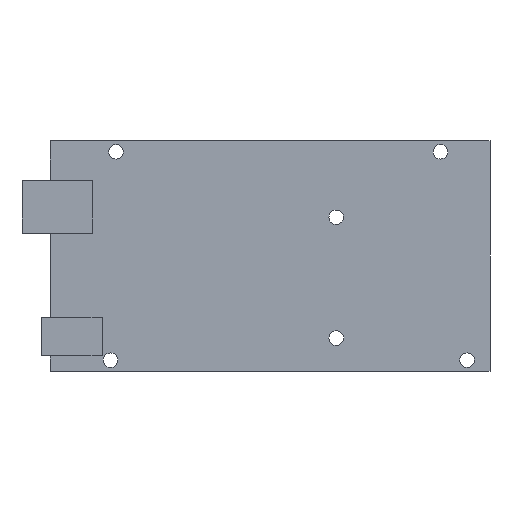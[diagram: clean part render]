
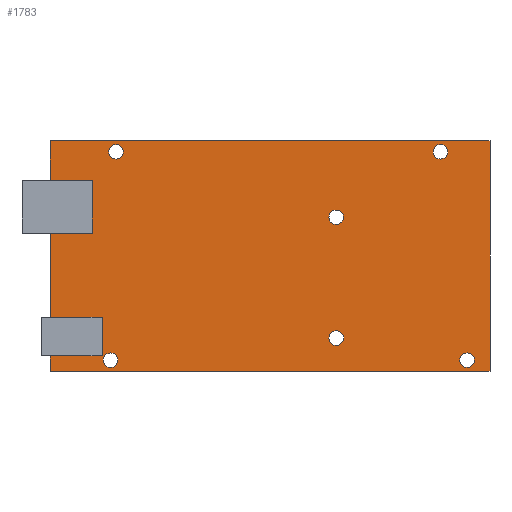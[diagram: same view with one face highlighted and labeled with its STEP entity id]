
A CAD part, front view. The second image highlights one B-rep face of the part: STEP entity #1783.
In plain terms, the highlighted face is planar.
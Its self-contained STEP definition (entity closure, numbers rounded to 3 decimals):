
#1260=DIRECTION('',(1.,0.,0.));
#1261=VECTOR('',#1260,12.05);
#1262=CARTESIAN_POINT('',(0.,3.,-3.58));
#1263=LINE('',#1262,#1261);
#1264=DIRECTION('',(0.,0.,-1.));
#1265=VECTOR('',#1264,8.92);
#1266=CARTESIAN_POINT('',(12.05,3.,-3.58));
#1267=LINE('',#1266,#1265);
#1268=DIRECTION('',(1.,0.,0.));
#1269=VECTOR('',#1268,12.05);
#1270=CARTESIAN_POINT('',(0.,3.,-12.5));
#1271=LINE('',#1270,#1269);
#1272=DIRECTION('',(0.,0.,1.));
#1273=VECTOR('',#1272,19.47);
#1274=CARTESIAN_POINT('',(0.,3.,-31.97));
#1275=LINE('',#1274,#1273);
#1276=DIRECTION('',(1.,0.,0.));
#1277=VECTOR('',#1276,9.74);
#1278=CARTESIAN_POINT('',(0.,3.,-31.97));
#1279=LINE('',#1278,#1277);
#1280=DIRECTION('',(0.,0.,-1.));
#1281=VECTOR('',#1280,12.22);
#1282=CARTESIAN_POINT('',(9.74,3.,-31.97));
#1283=LINE('',#1282,#1281);
#1284=DIRECTION('',(1.,0.,0.));
#1285=VECTOR('',#1284,9.74);
#1286=CARTESIAN_POINT('',(0.,3.,-44.19));
#1287=LINE('',#1286,#1285);
#1288=DIRECTION('',(0.,0.,1.));
#1289=VECTOR('',#1288,9.21);
#1290=CARTESIAN_POINT('',(0.,3.,-53.4));
#1291=LINE('',#1290,#1289);
#1292=DIRECTION('',(-1.,0.,0.));
#1293=VECTOR('',#1292,101.8);
#1294=CARTESIAN_POINT('',(101.8,3.,-53.4));
#1295=LINE('',#1294,#1293);
#1296=DIRECTION('',(0.,0.,-1.));
#1297=VECTOR('',#1296,53.4);
#1298=CARTESIAN_POINT('',(101.8,3.,0.));
#1299=LINE('',#1298,#1297);
#1300=DIRECTION('',(1.,0.,0.));
#1301=VECTOR('',#1300,101.8);
#1302=CARTESIAN_POINT('',(0.,3.,0.));
#1303=LINE('',#1302,#1301);
#1304=DIRECTION('',(0.,0.,1.));
#1305=VECTOR('',#1304,3.58);
#1306=CARTESIAN_POINT('',(0.,3.,-3.58));
#1307=LINE('',#1306,#1305);
#1308=CARTESIAN_POINT('',(15.29,3.,-50.81));
#1309=DIRECTION('',(0.,1.,0.));
#1310=DIRECTION('',(1.,0.,0.));
#1311=AXIS2_PLACEMENT_3D('',#1308,#1309,#1310);
#1313=CARTESIAN_POINT('',(15.29,3.,-50.81));
#1314=DIRECTION('',(0.,1.,0.));
#1315=DIRECTION('',(-1.,0.,0.));
#1316=AXIS2_PLACEMENT_3D('',#1313,#1314,#1315);
#1318=CARTESIAN_POINT('',(90.33,3.,-50.81));
#1319=DIRECTION('',(0.,1.,0.));
#1320=DIRECTION('',(1.,0.,0.));
#1321=AXIS2_PLACEMENT_3D('',#1318,#1319,#1320);
#1323=CARTESIAN_POINT('',(90.33,3.,-50.81));
#1324=DIRECTION('',(0.,1.,0.));
#1325=DIRECTION('',(-1.,0.,0.));
#1326=AXIS2_PLACEMENT_3D('',#1323,#1324,#1325);
#1328=CARTESIAN_POINT('',(66.23,3.,-35.65));
#1329=DIRECTION('',(0.,1.,0.));
#1330=DIRECTION('',(1.,0.,0.));
#1331=AXIS2_PLACEMENT_3D('',#1328,#1329,#1330);
#1333=CARTESIAN_POINT('',(66.23,3.,-35.65));
#1334=DIRECTION('',(0.,1.,0.));
#1335=DIRECTION('',(-1.,0.,0.));
#1336=AXIS2_PLACEMENT_3D('',#1333,#1334,#1335);
#1338=CARTESIAN_POINT('',(66.23,3.,-7.69));
#1339=DIRECTION('',(0.,1.,0.));
#1340=DIRECTION('',(1.,0.,0.));
#1341=AXIS2_PLACEMENT_3D('',#1338,#1339,#1340);
#1343=CARTESIAN_POINT('',(66.23,3.,-7.69));
#1344=DIRECTION('',(0.,1.,0.));
#1345=DIRECTION('',(-1.,0.,0.));
#1346=AXIS2_PLACEMENT_3D('',#1343,#1344,#1345);
#1348=CARTESIAN_POINT('',(13.99,3.,-2.59));
#1349=DIRECTION('',(0.,1.,0.));
#1350=DIRECTION('',(1.,0.,0.));
#1351=AXIS2_PLACEMENT_3D('',#1348,#1349,#1350);
#1353=CARTESIAN_POINT('',(13.99,3.,-2.59));
#1354=DIRECTION('',(0.,1.,0.));
#1355=DIRECTION('',(-1.,0.,0.));
#1356=AXIS2_PLACEMENT_3D('',#1353,#1354,#1355);
#1358=CARTESIAN_POINT('',(96.51,3.,-2.59));
#1359=DIRECTION('',(0.,1.,0.));
#1360=DIRECTION('',(1.,0.,0.));
#1361=AXIS2_PLACEMENT_3D('',#1358,#1359,#1360);
#1363=CARTESIAN_POINT('',(96.51,3.,-2.59));
#1364=DIRECTION('',(0.,1.,0.));
#1365=DIRECTION('',(-1.,0.,0.));
#1366=AXIS2_PLACEMENT_3D('',#1363,#1364,#1365);
#1504=CARTESIAN_POINT('',(0.,3.,0.));
#1505=CARTESIAN_POINT('',(101.8,3.,0.));
#1506=VERTEX_POINT('',#1504);
#1507=VERTEX_POINT('',#1505);
#1508=CARTESIAN_POINT('',(101.8,3.,-53.4));
#1509=VERTEX_POINT('',#1508);
#1510=CARTESIAN_POINT('',(0.,3.,-53.4));
#1511=VERTEX_POINT('',#1510);
#1524=CARTESIAN_POINT('',(0.,3.,-31.97));
#1525=CARTESIAN_POINT('',(9.74,3.,-31.97));
#1526=VERTEX_POINT('',#1524);
#1527=VERTEX_POINT('',#1525);
#1528=CARTESIAN_POINT('',(9.74,3.,-44.19));
#1529=VERTEX_POINT('',#1528);
#1530=CARTESIAN_POINT('',(0.,3.,-44.19));
#1531=VERTEX_POINT('',#1530);
#1544=CARTESIAN_POINT('',(0.,3.,-3.58));
#1545=CARTESIAN_POINT('',(12.05,3.,-3.58));
#1546=VERTEX_POINT('',#1544);
#1547=VERTEX_POINT('',#1545);
#1548=CARTESIAN_POINT('',(12.05,3.,-12.5));
#1549=VERTEX_POINT('',#1548);
#1550=CARTESIAN_POINT('',(0.,3.,-12.5));
#1551=VERTEX_POINT('',#1550);
#1556=CARTESIAN_POINT('',(16.98,3.,-50.81));
#1557=CARTESIAN_POINT('',(13.6,3.,-50.81));
#1558=VERTEX_POINT('',#1556);
#1559=VERTEX_POINT('',#1557);
#1564=CARTESIAN_POINT('',(92.02,3.,-50.81));
#1565=CARTESIAN_POINT('',(88.64,3.,-50.81));
#1566=VERTEX_POINT('',#1564);
#1567=VERTEX_POINT('',#1565);
#1576=CARTESIAN_POINT('',(67.92,3.,-35.65));
#1577=CARTESIAN_POINT('',(64.54,3.,-35.65));
#1578=VERTEX_POINT('',#1576);
#1579=VERTEX_POINT('',#1577);
#1580=CARTESIAN_POINT('',(67.92,3.,-7.69));
#1581=CARTESIAN_POINT('',(64.54,3.,-7.69));
#1582=VERTEX_POINT('',#1580);
#1583=VERTEX_POINT('',#1581);
#1588=CARTESIAN_POINT('',(15.68,3.,-2.59));
#1589=CARTESIAN_POINT('',(12.3,3.,-2.59));
#1590=VERTEX_POINT('',#1588);
#1591=VERTEX_POINT('',#1589);
#1596=CARTESIAN_POINT('',(98.2,3.,-2.59));
#1597=CARTESIAN_POINT('',(94.82,3.,-2.59));
#1598=VERTEX_POINT('',#1596);
#1599=VERTEX_POINT('',#1597);
#1721=CARTESIAN_POINT('',(0.,3.,0.));
#1722=DIRECTION('',(0.,1.,0.));
#1723=DIRECTION('',(1.,0.,0.));
#1724=AXIS2_PLACEMENT_3D('',#1721,#1722,#1723);
#1725=PLANE('',#1724);
#1727=ORIENTED_EDGE('',*,*,#1726,.T.);
#1729=ORIENTED_EDGE('',*,*,#1728,.T.);
#1730=ORIENTED_EDGE('',*,*,#1709,.F.);
#1731=ORIENTED_EDGE('',*,*,#1684,.F.);
#1733=ORIENTED_EDGE('',*,*,#1732,.T.);
#1735=ORIENTED_EDGE('',*,*,#1734,.T.);
#1737=ORIENTED_EDGE('',*,*,#1736,.F.);
#1738=ORIENTED_EDGE('',*,*,#1680,.F.);
#1740=ORIENTED_EDGE('',*,*,#1739,.F.);
#1742=ORIENTED_EDGE('',*,*,#1741,.F.);
#1743=ORIENTED_EDGE('',*,*,#1660,.F.);
#1744=ORIENTED_EDGE('',*,*,#1674,.F.);
#1745=EDGE_LOOP('',(#1727,#1729,#1730,#1731,#1733,#1735,#1737,#1738,#1740,#1742,
#1743,#1744));
#1746=FACE_OUTER_BOUND('',#1745,.F.);
#1748=ORIENTED_EDGE('',*,*,#1747,.T.);
#1750=ORIENTED_EDGE('',*,*,#1749,.T.);
#1751=EDGE_LOOP('',(#1748,#1750));
#1752=FACE_BOUND('',#1751,.F.);
#1754=ORIENTED_EDGE('',*,*,#1753,.T.);
#1756=ORIENTED_EDGE('',*,*,#1755,.T.);
#1757=EDGE_LOOP('',(#1754,#1756));
#1758=FACE_BOUND('',#1757,.F.);
#1760=ORIENTED_EDGE('',*,*,#1759,.T.);
#1762=ORIENTED_EDGE('',*,*,#1761,.T.);
#1763=EDGE_LOOP('',(#1760,#1762));
#1764=FACE_BOUND('',#1763,.F.);
#1766=ORIENTED_EDGE('',*,*,#1765,.T.);
#1768=ORIENTED_EDGE('',*,*,#1767,.T.);
#1769=EDGE_LOOP('',(#1766,#1768));
#1770=FACE_BOUND('',#1769,.F.);
#1772=ORIENTED_EDGE('',*,*,#1771,.T.);
#1774=ORIENTED_EDGE('',*,*,#1773,.T.);
#1775=EDGE_LOOP('',(#1772,#1774));
#1776=FACE_BOUND('',#1775,.F.);
#1778=ORIENTED_EDGE('',*,*,#1777,.T.);
#1780=ORIENTED_EDGE('',*,*,#1779,.T.);
#1781=EDGE_LOOP('',(#1778,#1780));
#1782=FACE_BOUND('',#1781,.F.);
#1783=ADVANCED_FACE('',(#1746,#1752,#1758,#1764,#1770,#1776,#1782),#1725,.T.);
#1312=CIRCLE('',#1311,1.69);
#1317=CIRCLE('',#1316,1.69);
#1322=CIRCLE('',#1321,1.69);
#1327=CIRCLE('',#1326,1.69);
#1332=CIRCLE('',#1331,1.69);
#1337=CIRCLE('',#1336,1.69);
#1342=CIRCLE('',#1341,1.69);
#1347=CIRCLE('',#1346,1.69);
#1352=CIRCLE('',#1351,1.69);
#1357=CIRCLE('',#1356,1.69);
#1362=CIRCLE('',#1361,1.69);
#1367=CIRCLE('',#1366,1.69);
#1660=EDGE_CURVE('',#1506,#1507,#1303,.T.);
#1674=EDGE_CURVE('',#1546,#1506,#1307,.T.);
#1680=EDGE_CURVE('',#1511,#1531,#1291,.T.);
#1684=EDGE_CURVE('',#1526,#1551,#1275,.T.);
#1709=EDGE_CURVE('',#1551,#1549,#1271,.T.);
#1726=EDGE_CURVE('',#1546,#1547,#1263,.T.);
#1728=EDGE_CURVE('',#1547,#1549,#1267,.T.);
#1732=EDGE_CURVE('',#1526,#1527,#1279,.T.);
#1734=EDGE_CURVE('',#1527,#1529,#1283,.T.);
#1736=EDGE_CURVE('',#1531,#1529,#1287,.T.);
#1739=EDGE_CURVE('',#1509,#1511,#1295,.T.);
#1741=EDGE_CURVE('',#1507,#1509,#1299,.T.);
#1747=EDGE_CURVE('',#1558,#1559,#1312,.T.);
#1749=EDGE_CURVE('',#1559,#1558,#1317,.T.);
#1753=EDGE_CURVE('',#1566,#1567,#1322,.T.);
#1755=EDGE_CURVE('',#1567,#1566,#1327,.T.);
#1759=EDGE_CURVE('',#1578,#1579,#1332,.T.);
#1761=EDGE_CURVE('',#1579,#1578,#1337,.T.);
#1765=EDGE_CURVE('',#1582,#1583,#1342,.T.);
#1767=EDGE_CURVE('',#1583,#1582,#1347,.T.);
#1771=EDGE_CURVE('',#1590,#1591,#1352,.T.);
#1773=EDGE_CURVE('',#1591,#1590,#1357,.T.);
#1777=EDGE_CURVE('',#1598,#1599,#1362,.T.);
#1779=EDGE_CURVE('',#1599,#1598,#1367,.T.);
